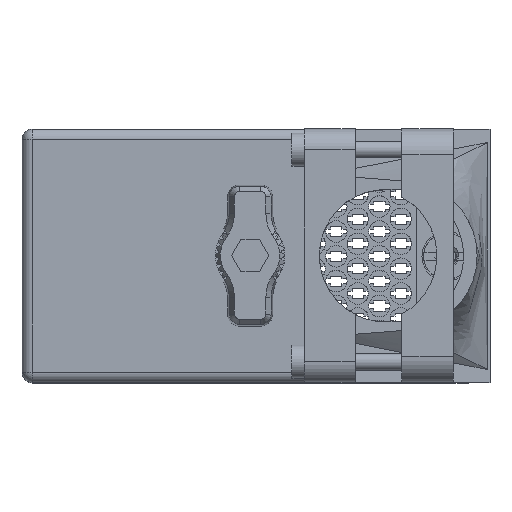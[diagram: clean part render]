
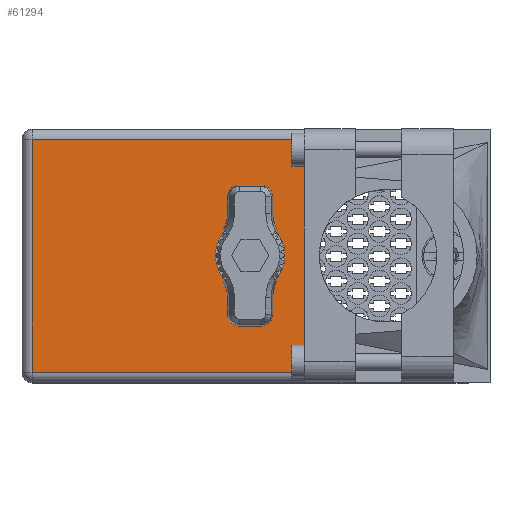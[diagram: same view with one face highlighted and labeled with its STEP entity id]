
A CAD part, top view. The second image highlights one B-rep face of the part: STEP entity #61294.
In plain terms, the highlighted face is planar.
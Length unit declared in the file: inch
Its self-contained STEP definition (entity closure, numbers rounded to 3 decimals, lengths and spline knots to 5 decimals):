
#1549 = VERTEX_POINT ( 'NONE', #32788 ) ;
#2792 = VERTEX_POINT ( 'NONE', #39721 ) ;
#3692 = ORIENTED_EDGE ( 'NONE', *, *, #46496, .T. ) ;
#7483 = LINE ( 'NONE', #71136, #15438 ) ;
#8468 = VECTOR ( 'NONE', #44636, 39.37008 ) ;
#9373 = ORIENTED_EDGE ( 'NONE', *, *, #40183, .T. ) ;
#9627 = ORIENTED_EDGE ( 'NONE', *, *, #30730, .F. ) ;
#10764 = AXIS2_PLACEMENT_3D ( 'NONE', #46787, #56368, #68528 ) ;
#12212 = CIRCLE ( 'NONE', #10764, 0.17 ) ;
#14163 = VERTEX_POINT ( 'NONE', #43176 ) ;
#15438 = VECTOR ( 'NONE', #62263, 39.37008 ) ;
#22053 = EDGE_CURVE ( 'NONE', #1549, #2792, #101127, .T. ) ;
#27705 = PLANE ( 'NONE',  #89593 ) ;
#28345 = ORIENTED_EDGE ( 'NONE', *, *, #51035, .F. ) ;
#29936 = DIRECTION ( 'NONE',  ( 0., 1., 0. ) ) ;
#29945 = AXIS2_PLACEMENT_3D ( 'NONE', #34299, #42052, #75260 ) ;
#29987 = VECTOR ( 'NONE', #42114, 39.37008 ) ;
#30682 = FACE_OUTER_BOUND ( 'NONE', #72267, .T. ) ;
#30730 = EDGE_CURVE ( 'NONE', #54533, #97464, #12212, .T. ) ;
#32788 = CARTESIAN_POINT ( 'NONE',  ( -1.3155, 1.93, -0.703 ) ) ;
#34299 = CARTESIAN_POINT ( 'NONE',  ( 0., 1.93, 0. ) ) ;
#39663 = CARTESIAN_POINT ( 'NONE',  ( 0., 1.93, 0.17 ) ) ;
#39721 = CARTESIAN_POINT ( 'NONE',  ( -1.3155, 1.93, 0.703 ) ) ;
#40183 = EDGE_CURVE ( 'NONE', #2792, #14163, #84169, .T. ) ;
#42052 = DIRECTION ( 'NONE',  ( 0., 1., 0. ) ) ;
#42114 = DIRECTION ( 'NONE',  ( 1., 0., 0. ) ) ;
#43176 = CARTESIAN_POINT ( 'NONE',  ( 0.3275, 1.93, 0.703 ) ) ;
#44636 = DIRECTION ( 'NONE',  ( 0., 0., 1. ) ) ;
#46496 = EDGE_CURVE ( 'NONE', #81223, #1549, #103960, .T. ) ;
#46787 = CARTESIAN_POINT ( 'NONE',  ( 0., 1.93, 0. ) ) ;
#48547 = ORIENTED_EDGE ( 'NONE', *, *, #82035, .F. ) ;
#51035 = EDGE_CURVE ( 'NONE', #97464, #54533, #103121, .T. ) ;
#54533 = VERTEX_POINT ( 'NONE', #83647 ) ;
#55298 = DIRECTION ( 'NONE',  ( -1., 0., 0. ) ) ;
#56368 = DIRECTION ( 'NONE',  ( 0., 1., 0. ) ) ;
#61294 = ADVANCED_FACE ( 'NONE', ( #30682, #83594 ), #27705, .T. ) ;
#62263 = DIRECTION ( 'NONE',  ( 0., 0., 1. ) ) ;
#68528 = DIRECTION ( 'NONE',  ( 0., 0., 1. ) ) ;
#71136 = CARTESIAN_POINT ( 'NONE',  ( 0.3275, 1.93, -0.765 ) ) ;
#71558 = CARTESIAN_POINT ( 'NONE',  ( -1.3775, 1.93, -0.703 ) ) ;
#71662 = CARTESIAN_POINT ( 'NONE',  ( -1.3775, 1.93, -0.765 ) ) ;
#72267 = EDGE_LOOP ( 'NONE', ( #99830, #9373, #48547, #3692 ) ) ;
#75260 = DIRECTION ( 'NONE',  ( 0., 0., 1. ) ) ;
#80166 = DIRECTION ( 'NONE',  ( -1., 0., 0. ) ) ;
#81223 = VERTEX_POINT ( 'NONE', #87538 ) ;
#82035 = EDGE_CURVE ( 'NONE', #81223, #14163, #7483, .T. ) ;
#83594 = FACE_BOUND ( 'NONE', #94059, .T. ) ;
#83647 = CARTESIAN_POINT ( 'NONE',  ( 0., 1.93, -0.17 ) ) ;
#84169 = LINE ( 'NONE', #102199, #29987 ) ;
#86417 = CARTESIAN_POINT ( 'NONE',  ( -1.3155, 1.93, -0.765 ) ) ;
#87538 = CARTESIAN_POINT ( 'NONE',  ( 0.3275, 1.93, -0.703 ) ) ;
#89593 = AXIS2_PLACEMENT_3D ( 'NONE', #71662, #29936, #80166 ) ;
#94059 = EDGE_LOOP ( 'NONE', ( #28345, #9627 ) ) ;
#97464 = VERTEX_POINT ( 'NONE', #39663 ) ;
#99830 = ORIENTED_EDGE ( 'NONE', *, *, #22053, .T. ) ;
#101127 = LINE ( 'NONE', #86417, #8468 ) ;
#102199 = CARTESIAN_POINT ( 'NONE',  ( 0.3275, 1.93, 0.703 ) ) ;
#103121 = CIRCLE ( 'NONE', #29945, 0.17 ) ;
#103960 = LINE ( 'NONE', #71558, #106617 ) ;
#106617 = VECTOR ( 'NONE', #55298, 39.37008 ) ;
